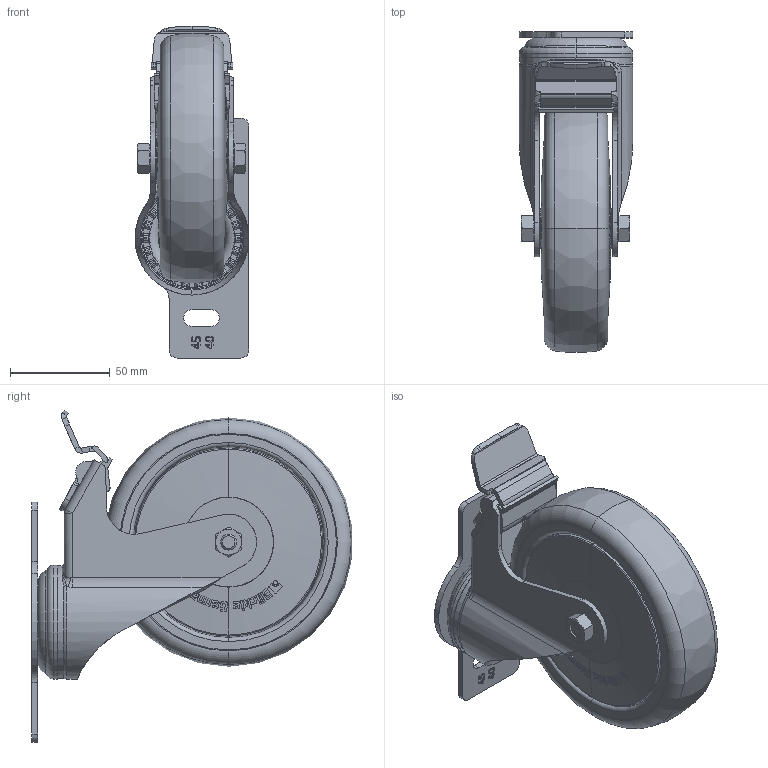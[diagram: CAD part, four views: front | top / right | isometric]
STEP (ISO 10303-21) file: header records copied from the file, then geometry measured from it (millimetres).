
FILE_DESCRIPTION (( 'STEP AP214' ), '1' );
FILE_NAME ('Accessories for aluminium profiles098S125UD4045N.step', '2016-10-19T13:21:53', ( '' ), ( '' ), 'SwSTEP 2.0', 'SolidWorks 2016', '' );
FILE_SCHEMA (( 'AUTOMOTIVE_DESIGN' ));
Length unit declared in the file: millimetre
Products named in the file (5): PATH_126_8K-FK-744869_214_selction no pls; 4DIN931M08048MS01; 4DIN934M08M; 098S4045R.u.Tab_098S125D4045; Accessories for aluminium profiles098S125UD4045N
Assembly tree (4 placements, depth 2):
  Accessories for aluminium profiles098S125UD4045N
    098S4045R.u.Tab_098S125D4045
    4DIN934M08M
    4DIN931M08048MS01
    PATH_126_8K-FK-744869_214_selction no pls
Bounding box: 57 x 160.4 x 166.07 mm (x, y, z)
Volume: 341859.3 mm3; surface area: 130456.9 mm2
Topology: 5 solids, 7 shells, 2583 faces, 6808 edges, 4398 vertices
Faces by surface type: plane 1142, bspline 775, cylinder 387, torus 142, cone 131, sphere 6
Entity records: 135660 total; most frequent: CARTESIAN_POINT 64536, ORIENTED_EDGE 13608, DIRECTION 8344, EDGE_CURVE 6804, VERTEX_POINT 4398, LINE 3242, VECTOR 3242, B_SPLINE_CURVE_WITH_KNOTS 2778
